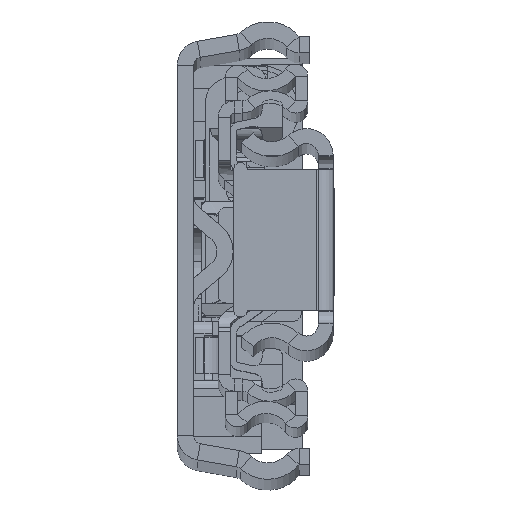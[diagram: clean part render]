
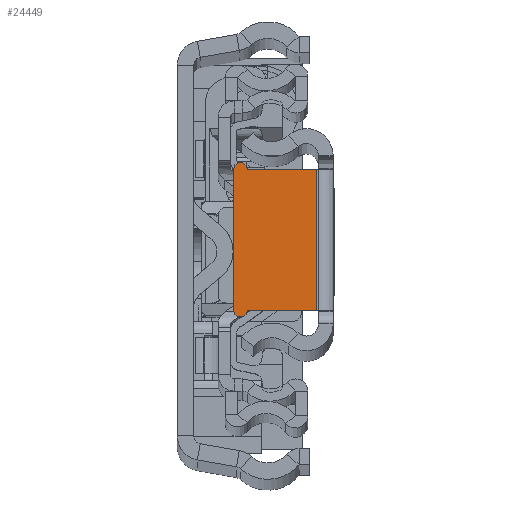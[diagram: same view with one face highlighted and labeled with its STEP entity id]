
A CAD part, top view. The second image highlights one B-rep face of the part: STEP entity #24449.
In plain terms, the highlighted planar face has unit normal (0, 0, 1).
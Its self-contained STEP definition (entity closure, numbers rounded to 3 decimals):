
#1724 = AXIS2_PLACEMENT_3D ( 'NONE', #24605, #41522, #3478 ) ;
#3478 = DIRECTION ( 'NONE',  ( 1., 0., 0. ) ) ;
#4433 = EDGE_CURVE ( 'NONE', #25906, #43141, #54261, .T. ) ;
#6032 = EDGE_LOOP ( 'NONE', ( #49762, #25524, #28815, #27918, #37356, #49527 ) ) ;
#7664 = PLANE ( 'NONE',  #1724 ) ;
#9647 = CARTESIAN_POINT ( 'NONE',  ( -11.35, -8.65, 0. ) ) ;
#9667 = LINE ( 'NONE', #30223, #15867 ) ;
#11073 = LINE ( 'NONE', #35803, #13691 ) ;
#11451 = CARTESIAN_POINT ( 'NONE',  ( -10.5, 8.65, 0. ) ) ;
#11557 = DIRECTION ( 'NONE',  ( 0., 1., 0. ) ) ;
#13691 = VECTOR ( 'NONE', #28025, 1000. ) ;
#15867 = VECTOR ( 'NONE', #43256, 1000. ) ;
#15919 = DIRECTION ( 'NONE',  ( 0., 1., 0. ) ) ;
#15982 = FACE_OUTER_BOUND ( 'NONE', #6032, .T. ) ;
#16363 = DIRECTION ( 'NONE',  ( 0., 0., 1. ) ) ;
#16462 = CARTESIAN_POINT ( 'NONE',  ( -10.5, -8.65, 0. ) ) ;
#16636 = CARTESIAN_POINT ( 'NONE',  ( -11.35, 8.65, 0. ) ) ;
#17218 = AXIS2_PLACEMENT_3D ( 'NONE', #16636, #16363, #42711 ) ;
#18272 = DIRECTION ( 'NONE',  ( 0., 0., 1. ) ) ;
#19119 = EDGE_CURVE ( 'NONE', #50992, #29912, #9667, .T. ) ;
#20100 = CARTESIAN_POINT ( 'NONE',  ( -12.2, 8.65, 0. ) ) ;
#22341 = CARTESIAN_POINT ( 'NONE',  ( -2., 8.65, 0. ) ) ;
#23601 = CARTESIAN_POINT ( 'NONE',  ( -2., -8.65, 0. ) ) ;
#24449 = ADVANCED_FACE ( 'NONE', ( #15982 ), #7664, .T. ) ;
#24605 = CARTESIAN_POINT ( 'NONE',  ( 0., 0., 0. ) ) ;
#25524 = ORIENTED_EDGE ( 'NONE', *, *, #47563, .T. ) ;
#25906 = VERTEX_POINT ( 'NONE', #32081 ) ;
#27918 = ORIENTED_EDGE ( 'NONE', *, *, #28294, .T. ) ;
#28025 = DIRECTION ( 'NONE',  ( -1., 0., 0. ) ) ;
#28294 = EDGE_CURVE ( 'NONE', #37856, #29912, #49640, .T. ) ;
#28815 = ORIENTED_EDGE ( 'NONE', *, *, #49268, .F. ) ;
#29912 = VERTEX_POINT ( 'NONE', #22341 ) ;
#30186 = VERTEX_POINT ( 'NONE', #16462 ) ;
#30223 = CARTESIAN_POINT ( 'NONE',  ( -1.8, 8.65, 0. ) ) ;
#32081 = CARTESIAN_POINT ( 'NONE',  ( -12.2, -8.65, 0. ) ) ;
#32792 = VECTOR ( 'NONE', #11557, 1000. ) ;
#35205 = DIRECTION ( 'NONE',  ( -1., 0., 0. ) ) ;
#35705 = AXIS2_PLACEMENT_3D ( 'NONE', #9647, #18272, #35205 ) ;
#35803 = CARTESIAN_POINT ( 'NONE',  ( -12.2, -8.65, 0. ) ) ;
#37356 = ORIENTED_EDGE ( 'NONE', *, *, #19119, .F. ) ;
#37856 = VERTEX_POINT ( 'NONE', #23601 ) ;
#41522 = DIRECTION ( 'NONE',  ( 0., 0., 1. ) ) ;
#42711 = DIRECTION ( 'NONE',  ( 1., 0., 0. ) ) ;
#43141 = VERTEX_POINT ( 'NONE', #47031 ) ;
#43256 = DIRECTION ( 'NONE',  ( 1., 0., 0. ) ) ;
#45654 = VECTOR ( 'NONE', #15919, 1000. ) ;
#47031 = CARTESIAN_POINT ( 'NONE',  ( -12.2, 8.65, 0. ) ) ;
#47563 = EDGE_CURVE ( 'NONE', #25906, #30186, #52569, .T. ) ;
#49268 = EDGE_CURVE ( 'NONE', #37856, #30186, #11073, .T. ) ;
#49527 = ORIENTED_EDGE ( 'NONE', *, *, #50364, .T. ) ;
#49640 = LINE ( 'NONE', #50200, #32792 ) ;
#49762 = ORIENTED_EDGE ( 'NONE', *, *, #4433, .F. ) ;
#50200 = CARTESIAN_POINT ( 'NONE',  ( -2., 0., 0. ) ) ;
#50364 = EDGE_CURVE ( 'NONE', #50992, #43141, #51828, .T. ) ;
#50992 = VERTEX_POINT ( 'NONE', #11451 ) ;
#51828 = CIRCLE ( 'NONE', #17218, 0.85 ) ;
#52569 = CIRCLE ( 'NONE', #35705, 0.85 ) ;
#54261 = LINE ( 'NONE', #20100, #45654 ) ;
